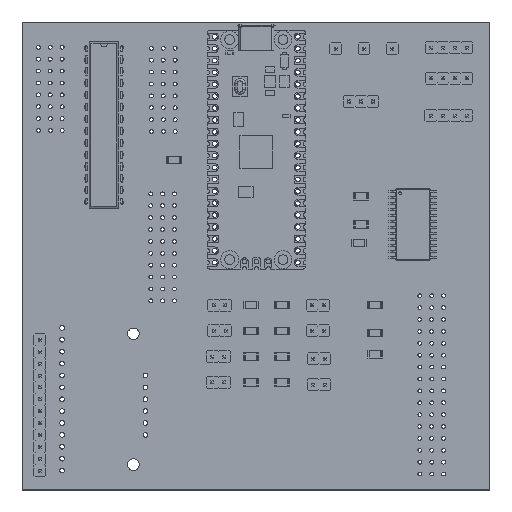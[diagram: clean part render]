
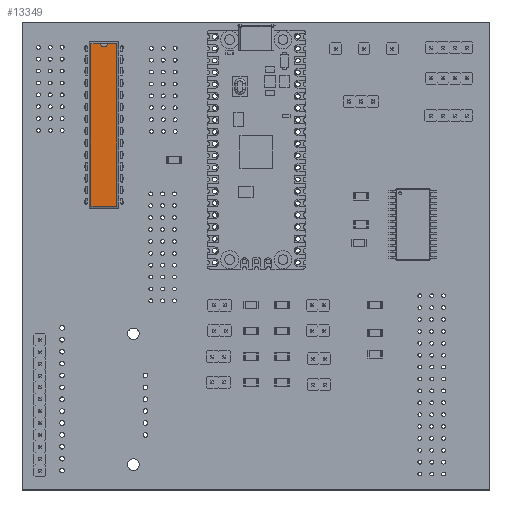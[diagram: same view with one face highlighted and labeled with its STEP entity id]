
A CAD part, top view. The second image highlights one B-rep face of the part: STEP entity #13349.
In plain terms, the highlighted planar face has unit normal (0, 0, 1).
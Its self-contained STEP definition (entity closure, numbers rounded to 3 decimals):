
#7367 = VERTEX_POINT('',#7368);
#7368 = CARTESIAN_POINT('',(6.586,0.871,3.68));
#7373 = EDGE_CURVE('',#7374,#7367,#7376,.T.);
#7374 = VERTEX_POINT('',#7375);
#7375 = CARTESIAN_POINT('',(6.586,-33.891,3.68));
#7376 = LINE('',#7377,#7378);
#7377 = CARTESIAN_POINT('',(6.586,-33.891,3.68));
#7378 = VECTOR('',#7379,1.);
#7379 = DIRECTION('',(0.,1.,0.));
#10133 = VERTEX_POINT('',#10134);
#10134 = CARTESIAN_POINT('',(1.034,0.871,3.68));
#10139 = EDGE_CURVE('',#10140,#10133,#10142,.T.);
#10140 = VERTEX_POINT('',#10141);
#10141 = CARTESIAN_POINT('',(3.064,0.871,3.68));
#10142 = LINE('',#10143,#10144);
#10143 = CARTESIAN_POINT('',(6.586,0.871,3.68));
#10144 = VECTOR('',#10145,1.);
#10145 = DIRECTION('',(-1.,0.,0.));
#10360 = VERTEX_POINT('',#10361);
#10361 = CARTESIAN_POINT('',(4.556,0.871,3.68));
#10465 = EDGE_CURVE('',#7367,#10360,#10466,.T.);
#10466 = LINE('',#10467,#10468);
#10467 = CARTESIAN_POINT('',(6.586,0.871,3.68));
#10468 = VECTOR('',#10469,1.);
#10469 = DIRECTION('',(-1.,0.,0.));
#10579 = VERTEX_POINT('',#10580);
#10580 = CARTESIAN_POINT('',(1.034,-33.891,3.68));
#10585 = EDGE_CURVE('',#10133,#10579,#10586,.T.);
#10586 = LINE('',#10587,#10588);
#10587 = CARTESIAN_POINT('',(1.034,0.871,3.68));
#10588 = VECTOR('',#10589,1.);
#10589 = DIRECTION('',(0.,-1.,0.));
#13338 = EDGE_CURVE('',#10579,#7374,#13339,.T.);
#13339 = LINE('',#13340,#13341);
#13340 = CARTESIAN_POINT('',(1.034,-33.891,3.68));
#13341 = VECTOR('',#13342,1.);
#13342 = DIRECTION('',(1.,0.,0.));
#13349 = ADVANCED_FACE('',(#13350),#13373,.F.);
#13350 = FACE_BOUND('',#13351,.F.);
#13351 = EDGE_LOOP('',(#13352,#13353,#13354,#13355,#13356,#13365,#13372)
  );
#13352 = ORIENTED_EDGE('',*,*,#7373,.F.);
#13353 = ORIENTED_EDGE('',*,*,#13338,.F.);
#13354 = ORIENTED_EDGE('',*,*,#10585,.F.);
#13355 = ORIENTED_EDGE('',*,*,#10139,.F.);
#13356 = ORIENTED_EDGE('',*,*,#13357,.F.);
#13357 = EDGE_CURVE('',#13358,#10140,#13360,.T.);
#13358 = VERTEX_POINT('',#13359);
#13359 = CARTESIAN_POINT('',(3.81,0.196,3.68));
#13360 = CIRCLE('',#13361,0.75);
#13361 = AXIS2_PLACEMENT_3D('',#13362,#13363,#13364);
#13362 = CARTESIAN_POINT('',(3.81,0.946,3.68));
#13363 = DIRECTION('',(0.,-0.,-1.));
#13364 = DIRECTION('',(0.,-1.,0.));
#13365 = ORIENTED_EDGE('',*,*,#13366,.F.);
#13366 = EDGE_CURVE('',#10360,#13358,#13367,.T.);
#13367 = CIRCLE('',#13368,0.75);
#13368 = AXIS2_PLACEMENT_3D('',#13369,#13370,#13371);
#13369 = CARTESIAN_POINT('',(3.81,0.946,3.68));
#13370 = DIRECTION('',(0.,-0.,-1.));
#13371 = DIRECTION('',(0.,-1.,0.));
#13372 = ORIENTED_EDGE('',*,*,#10465,.F.);
#13373 = PLANE('',#13374);
#13374 = AXIS2_PLACEMENT_3D('',#13375,#13376,#13377);
#13375 = CARTESIAN_POINT('',(6.586,-33.891,3.68));
#13376 = DIRECTION('',(-0.,0.,-1.));
#13377 = DIRECTION('',(-0.158,0.987,0.));
